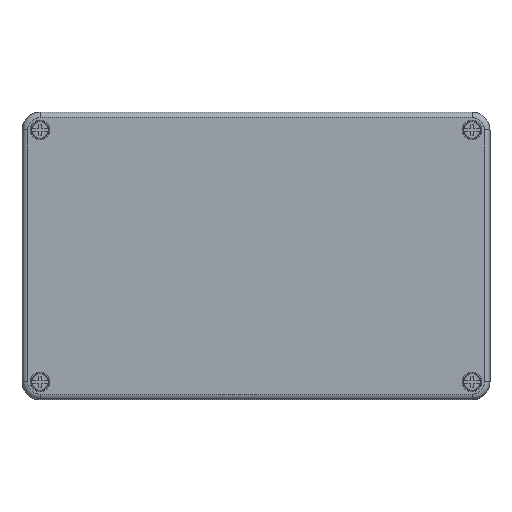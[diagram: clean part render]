
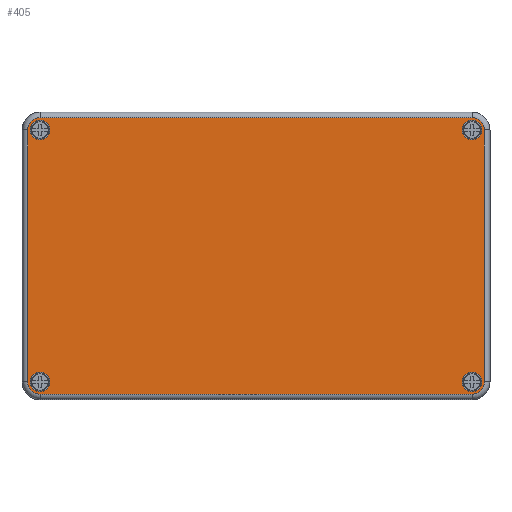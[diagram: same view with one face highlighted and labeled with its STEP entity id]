
A CAD part, top view. The second image highlights one B-rep face of the part: STEP entity #405.
In plain terms, the highlighted face is planar.
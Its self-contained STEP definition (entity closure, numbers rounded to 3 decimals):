
#405 = ADVANCED_FACE( '', ( #938, #939, #940, #941, #942 ), #943, .F. );
#938 = FACE_BOUND( '', #1654, .T. );
#939 = FACE_BOUND( '', #1655, .T. );
#940 = FACE_BOUND( '', #1656, .T. );
#941 = FACE_BOUND( '', #1657, .T. );
#942 = FACE_OUTER_BOUND( '', #1658, .T. );
#943 = PLANE( '', #1659 );
#1654 = EDGE_LOOP( '', ( #3299 ) );
#1655 = EDGE_LOOP( '', ( #3300 ) );
#1656 = EDGE_LOOP( '', ( #3301 ) );
#1657 = EDGE_LOOP( '', ( #3302 ) );
#1658 = EDGE_LOOP( '', ( #3303, #3304, #3305, #3306, #3307, #3308, #3309, #3310 ) );
#1659 = AXIS2_PLACEMENT_3D( '', #3311, #3312, #3313 );
#3299 = ORIENTED_EDGE( '', *, *, #4615, .T. );
#3300 = ORIENTED_EDGE( '', *, *, #4616, .T. );
#3301 = ORIENTED_EDGE( '', *, *, #4617, .T. );
#3302 = ORIENTED_EDGE( '', *, *, #4618, .T. );
#3303 = ORIENTED_EDGE( '', *, *, #4614, .F. );
#3304 = ORIENTED_EDGE( '', *, *, #4594, .T. );
#3305 = ORIENTED_EDGE( '', *, *, #4611, .F. );
#3306 = ORIENTED_EDGE( '', *, *, #4590, .F. );
#3307 = ORIENTED_EDGE( '', *, *, #4619, .T. );
#3308 = ORIENTED_EDGE( '', *, *, #4608, .F. );
#3309 = ORIENTED_EDGE( '', *, *, #4612, .T. );
#3310 = ORIENTED_EDGE( '', *, *, #4599, .T. );
#3311 = CARTESIAN_POINT( '', ( 126.787, 70., 0. ) );
#3312 = DIRECTION( '', ( 0., 0., 1. ) );
#3313 = DIRECTION( '', ( 1., 0., 0. ) );
#4590 = EDGE_CURVE( '', #5499, #5501, #5502, .T. );
#4594 = EDGE_CURVE( '', #5506, #5507, #5508, .T. );
#4599 = EDGE_CURVE( '', #5514, #5515, #5516, .T. );
#4608 = EDGE_CURVE( '', #5527, #5529, #5530, .T. );
#4611 = EDGE_CURVE( '', #5501, #5507, #5533, .T. );
#4612 = EDGE_CURVE( '', #5527, #5514, #5534, .T. );
#4614 = EDGE_CURVE( '', #5506, #5515, #5536, .T. );
#4615 = EDGE_CURVE( '', #5537, #5537, #5538, .T. );
#4616 = EDGE_CURVE( '', #5539, #5539, #5540, .T. );
#4617 = EDGE_CURVE( '', #5541, #5541, #5542, .T. );
#4618 = EDGE_CURVE( '', #5543, #5543, #5544, .T. );
#4619 = EDGE_CURVE( '', #5499, #5529, #5545, .T. );
#5499 = VERTEX_POINT( '', #6776 );
#5501 = VERTEX_POINT( '', #6778 );
#5502 = CIRCLE( '', #6779, 6.787 );
#5506 = VERTEX_POINT( '', #6785 );
#5507 = VERTEX_POINT( '', #6786 );
#5508 = CIRCLE( '', #6787, 6.787 );
#5514 = VERTEX_POINT( '', #6794 );
#5515 = VERTEX_POINT( '', #6795 );
#5516 = CIRCLE( '', #6796, 6.787 );
#5527 = VERTEX_POINT( '', #6810 );
#5529 = VERTEX_POINT( '', #6812 );
#5530 = CIRCLE( '', #6813, 6.787 );
#5533 = LINE( '', #6817, #6818 );
#5534 = LINE( '', #6819, #6820 );
#5536 = LINE( '', #6823, #6824 );
#5537 = VERTEX_POINT( '', #6825 );
#5538 = CIRCLE( '', #6826, 5.5 );
#5539 = VERTEX_POINT( '', #6827 );
#5540 = CIRCLE( '', #6828, 5.5 );
#5541 = VERTEX_POINT( '', #6829 );
#5542 = CIRCLE( '', #6830, 5.5 );
#5543 = VERTEX_POINT( '', #6831 );
#5544 = CIRCLE( '', #6832, 5.5 );
#5545 = LINE( '', #6833, #6834 );
#6776 = CARTESIAN_POINT( '', ( 126.787, 70., 0. ) );
#6778 = CARTESIAN_POINT( '', ( 120., 76.787, 0. ) );
#6779 = AXIS2_PLACEMENT_3D( '', #8100, #8101, #8102 );
#6785 = CARTESIAN_POINT( '', ( -126.787, 70., 0. ) );
#6786 = CARTESIAN_POINT( '', ( -120., 76.787, 0. ) );
#6787 = AXIS2_PLACEMENT_3D( '', #8108, #8109, #8110 );
#6794 = CARTESIAN_POINT( '', ( -120., -76.787, 0. ) );
#6795 = CARTESIAN_POINT( '', ( -126.787, -70., 0. ) );
#6796 = AXIS2_PLACEMENT_3D( '', #8121, #8122, #8123 );
#6810 = CARTESIAN_POINT( '', ( 120., -76.787, 0. ) );
#6812 = CARTESIAN_POINT( '', ( 126.787, -70., 0. ) );
#6813 = AXIS2_PLACEMENT_3D( '', #8142, #8143, #8144 );
#6817 = CARTESIAN_POINT( '', ( 120., 76.787, 0. ) );
#6818 = VECTOR( '', #8149, 1000. );
#6819 = CARTESIAN_POINT( '', ( 120., -76.787, 0. ) );
#6820 = VECTOR( '', #8150, 1000. );
#6823 = CARTESIAN_POINT( '', ( -126.787, 70., 0. ) );
#6824 = VECTOR( '', #8152, 1000. );
#6825 = CARTESIAN_POINT( '', ( 125.5, 70., 0. ) );
#6826 = AXIS2_PLACEMENT_3D( '', #8153, #8154, #8155 );
#6827 = CARTESIAN_POINT( '', ( -114.5, 70., 0. ) );
#6828 = AXIS2_PLACEMENT_3D( '', #8156, #8157, #8158 );
#6829 = CARTESIAN_POINT( '', ( -114.5, -70., 0. ) );
#6830 = AXIS2_PLACEMENT_3D( '', #8159, #8160, #8161 );
#6831 = CARTESIAN_POINT( '', ( 125.5, -70., 0. ) );
#6832 = AXIS2_PLACEMENT_3D( '', #8162, #8163, #8164 );
#6833 = CARTESIAN_POINT( '', ( 126.787, 70., 0. ) );
#6834 = VECTOR( '', #8165, 1000. );
#8100 = CARTESIAN_POINT( '', ( 120., 70., 0. ) );
#8101 = DIRECTION( '', ( 0., 0., 1. ) );
#8102 = DIRECTION( '', ( 1., 0., 0. ) );
#8108 = CARTESIAN_POINT( '', ( -120., 70., 0. ) );
#8109 = DIRECTION( '', ( 0., 0., -1. ) );
#8110 = DIRECTION( '', ( -1., 0., 0. ) );
#8121 = CARTESIAN_POINT( '', ( -120., -70., 0. ) );
#8122 = DIRECTION( '', ( 0., 0., -1. ) );
#8123 = DIRECTION( '', ( -1., 0., 0. ) );
#8142 = CARTESIAN_POINT( '', ( 120., -70., 0. ) );
#8143 = DIRECTION( '', ( 0., 0., 1. ) );
#8144 = DIRECTION( '', ( 1., 0., 0. ) );
#8149 = DIRECTION( '', ( -1., 0., 0. ) );
#8150 = DIRECTION( '', ( -1., 0., 0. ) );
#8152 = DIRECTION( '', ( 0., -1., 0. ) );
#8153 = CARTESIAN_POINT( '', ( 120., 70., 0. ) );
#8154 = DIRECTION( '', ( 0., 0., 1. ) );
#8155 = DIRECTION( '', ( 1., 0., 0. ) );
#8156 = CARTESIAN_POINT( '', ( -120., 70., 0. ) );
#8157 = DIRECTION( '', ( 0., 0., 1. ) );
#8158 = DIRECTION( '', ( 1., 0., 0. ) );
#8159 = CARTESIAN_POINT( '', ( -120., -70., 0. ) );
#8160 = DIRECTION( '', ( 0., 0., 1. ) );
#8161 = DIRECTION( '', ( 1., 0., 0. ) );
#8162 = CARTESIAN_POINT( '', ( 120., -70., 0. ) );
#8163 = DIRECTION( '', ( 0., 0., 1. ) );
#8164 = DIRECTION( '', ( 1., 0., 0. ) );
#8165 = DIRECTION( '', ( 0., -1., 0. ) );
